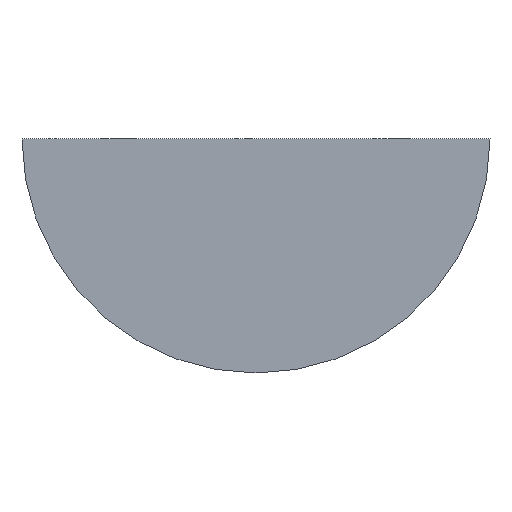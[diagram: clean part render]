
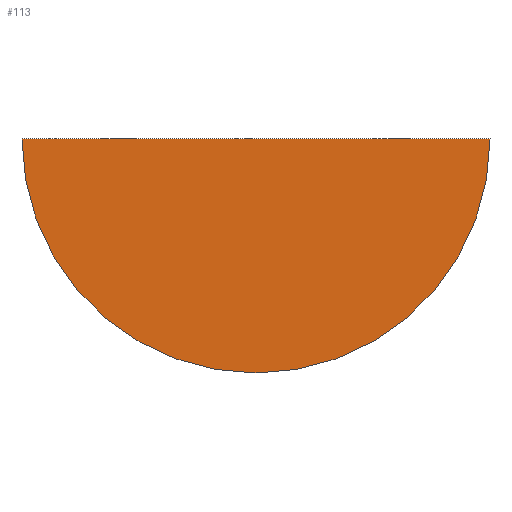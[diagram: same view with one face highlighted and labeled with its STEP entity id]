
A CAD part, front view. The second image highlights one B-rep face of the part: STEP entity #113.
In plain terms, the highlighted planar face has unit normal (0, -1, 0).
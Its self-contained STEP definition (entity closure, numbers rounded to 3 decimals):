
#15=DIRECTION('',(-1.,0.,0.));
#16=VECTOR('',#15,60.);
#17=CARTESIAN_POINT('',(30.,0.,0.));
#18=LINE('',#17,#16);
#68=CARTESIAN_POINT('',(0.,0.,0.));
#69=DIRECTION('',(0.,1.,0.));
#70=DIRECTION('',(1.,0.,0.));
#71=AXIS2_PLACEMENT_3D('',#68,#69,#70);
#82=CARTESIAN_POINT('',(30.,0.,0.));
#83=CARTESIAN_POINT('',(-30.,0.,0.));
#84=VERTEX_POINT('',#82);
#85=VERTEX_POINT('',#83);
#102=CARTESIAN_POINT('',(0.,0.,0.));
#103=DIRECTION('',(0.,-1.,0.));
#104=DIRECTION('',(-1.,0.,0.));
#105=AXIS2_PLACEMENT_3D('',#102,#103,#104);
#106=PLANE('',#105);
#108=ORIENTED_EDGE('',*,*,#107,.F.);
#110=ORIENTED_EDGE('',*,*,#109,.T.);
#111=EDGE_LOOP('',(#108,#110));
#112=FACE_OUTER_BOUND('',#111,.F.);
#72=CIRCLE('',#71,30.);
#107=EDGE_CURVE('',#84,#85,#18,.T.);
#109=EDGE_CURVE('',#84,#85,#72,.T.);
#113=ADVANCED_FACE('',(#112),#106,.T.);
